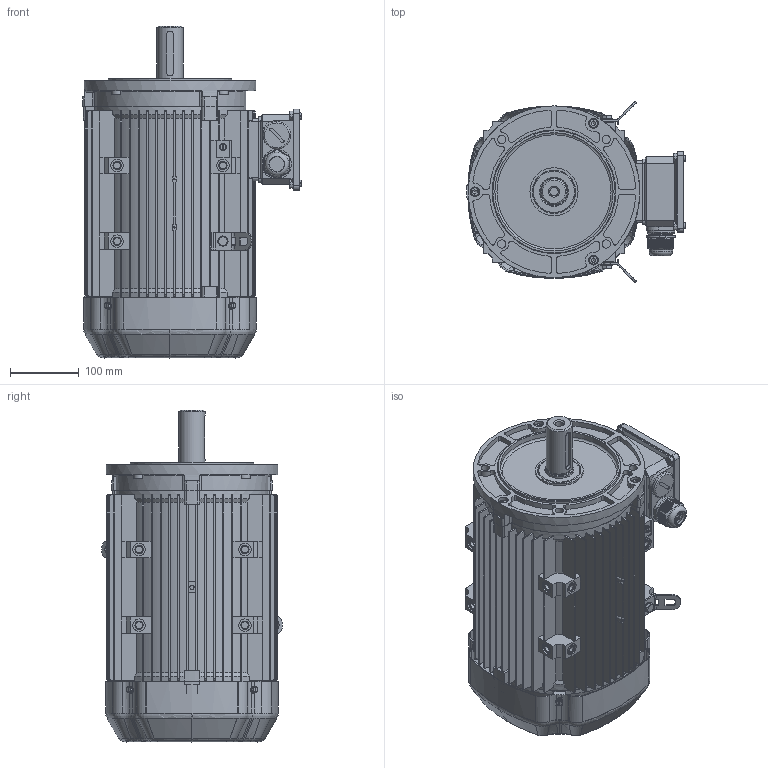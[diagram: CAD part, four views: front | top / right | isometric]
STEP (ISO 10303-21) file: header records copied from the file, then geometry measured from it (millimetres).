
FILE_DESCRIPTION(/* description */ (''),/* implementation_level */ '2;1');
FILE_NAME(/* name */ 'JL3-132M-B14B.stp',/* time_stamp */ '2016-06-20T08:09:18+08:00',/* author */ (''),/* organization */ (''),/* preprocessor_version */ 'ST-DEVELOPER v15',/* originating_system */ 'SIEMENS PLM Software NX 8.5',/* authorisation */ '');
FILE_SCHEMA (('AUTOMOTIVE_DESIGN { 1 0 10303 214 3 1 1 1 }'));
Products named in the file (1): pc0FF859601mv7
Bounding box: 317.97 x 263.33 x 483 mm (x, y, z)
Volume: 3487854.8 mm3; surface area: 1726392.9 mm2
Topology: 49 solids, 49 shells, 4799 faces, 13518 edges, 8923 vertices
Faces by surface type: plane 2455, cylinder 1660, bspline 304, torus 191, cone 183, sphere 6
Full cylindrical faces by diameter (mm): 2 x4, 4.2 x4, 4.48 x9, 4.8 x10, 5 x30, 5.3 x5, 5.8 x14, 6 x1, 7.188 x3, 8 x15, 8.58 x2, 9.1 x3, 10 x23, 11 x2, 12 x17, 13 x3, 14 x3, 14.785 x2, 16 x4, 18 x12, 22 x1, 26 x4, 27.2 x1, 28.2 x3, 30 x10, 31 x6, 32 x18, 33 x6, 34 x6, 34.5 x1
Entity records: 205704 total; most frequent: CARTESIAN_POINT 81516, ORIENTED_EDGE 25730, DIRECTION 23379, EDGE_CURVE 12865, VERTEX_POINT 8662, AXIS2_PLACEMENT_3D 8196, LINE 6987, VECTOR 6987
